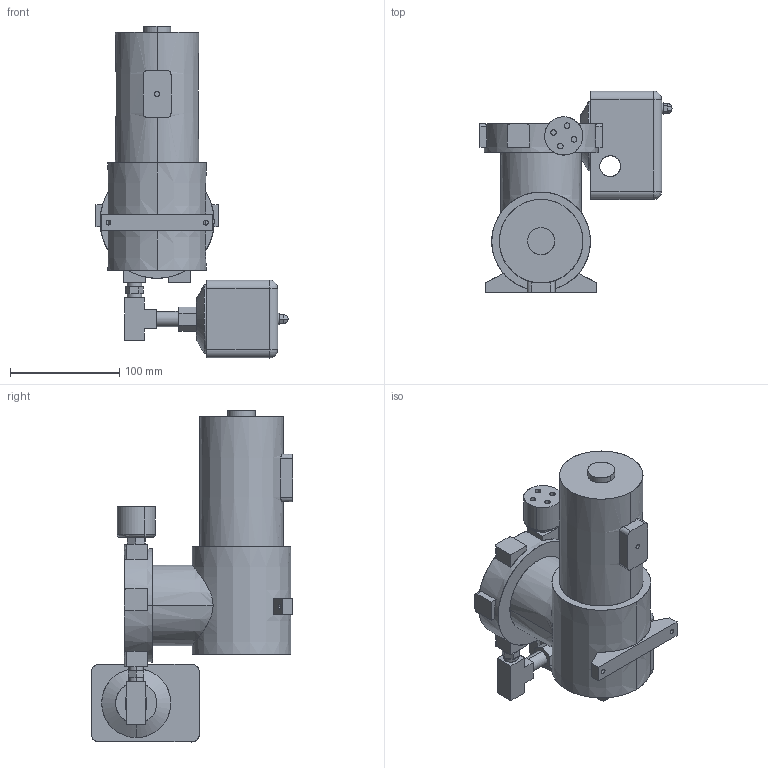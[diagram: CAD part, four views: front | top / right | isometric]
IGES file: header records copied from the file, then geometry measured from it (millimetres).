
Start section: SolidWorks IGES file using analytic representation for surfaces
Global section: file name: 091-9-12V.IGS; native system: SolidWorks 2011; preprocessor: SolidWorks 2011; author: tom; date: 120111.104129; units: inch
Bounding box: 175.51 x 184.46 x 303.28 mm (x, y, z)
Surface area: 165265.7 mm2 (no closed solid volume)
Topology: 0 solids, 0 shells, 201 faces, 3615 edges, 3613 vertices
Faces by surface type: bspline 108, revolution 93
